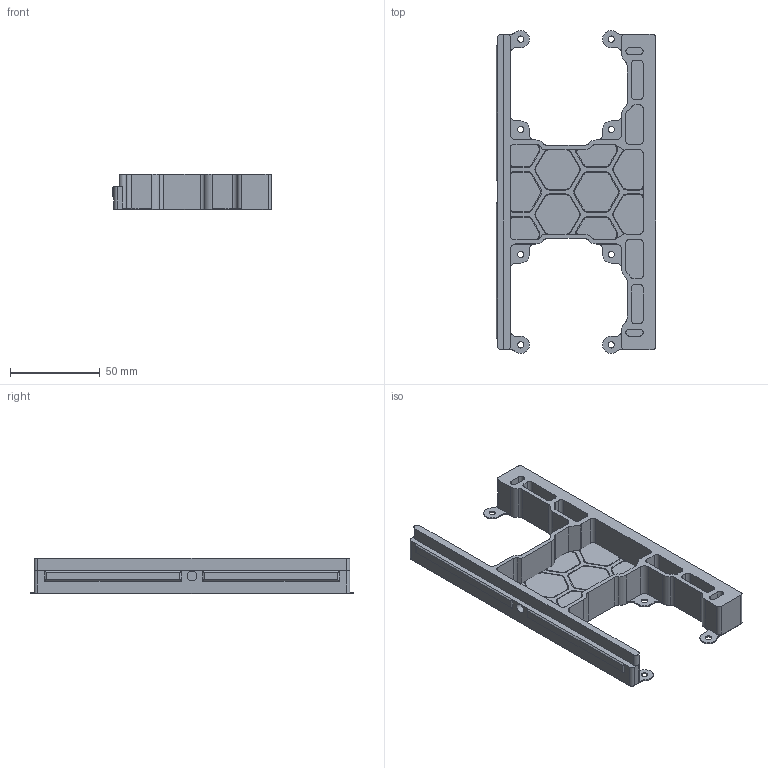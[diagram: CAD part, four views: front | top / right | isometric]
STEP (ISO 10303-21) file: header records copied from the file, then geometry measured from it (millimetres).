
FILE_DESCRIPTION(/* description */ (''),/* implementation_level */ '2;1');
FILE_NAME(/* name */ 'side trident fan skirt _infill 250.step',/* time_stamp */ '2022-12-18T23:12:03-05:00',/* author */ (''),/* organization */ (''),/* preprocessor_version */ 'ST-DEVELOPER v19.2',/* originating_system */ 'Autodesk Translation Framework v11.17.0.187',/* authorisation */ '');
FILE_SCHEMA (('AUTOMOTIVE_DESIGN { 1 0 10303 214 3 1 1 }'));
Length unit declared in the file: millimetre
Products named in the file (18): side trident fan skirt _infill 250; Component27; Component38; Component39; Component40; Component41; Component42; Component43; Component44; Component45; Component46; Component47; Component48; Component49; Component50; Component51; Component52; Component53
Assembly tree (17 placements, depth 2):
  side trident fan skirt _infill 250
    Component27
    Component38
    Component39
    Component40
    Component41
    Component42
    Component43
    Component44
    Component45
    Component46
    Component47
    Component48
    Component49
    Component50
    Component51
    Component52
    Component53
Bounding box: 88.8 x 180 x 20 mm (x, y, z)
Volume: 78831.6 mm3; surface area: 48019.8 mm2
Topology: 17 solids, 17 shells, 713 faces, 1806 edges, 1123 vertices
Faces by surface type: plane 342, cylinder 235, cone 135, torus 1
Full cylindrical faces by diameter (mm): 3.5 x8, 4.7 x1, 5.4 x1, 10 x1
Entity records: 21976 total; most frequent: DIRECTION 3912, CARTESIAN_POINT 3690, ORIENTED_EDGE 3612, EDGE_CURVE 1806, AXIS2_PLACEMENT_3D 1361, LINE 1190, VECTOR 1190, VERTEX_POINT 1123
